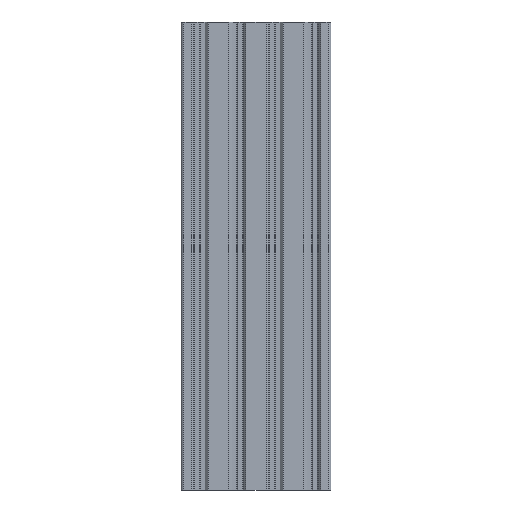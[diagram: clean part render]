
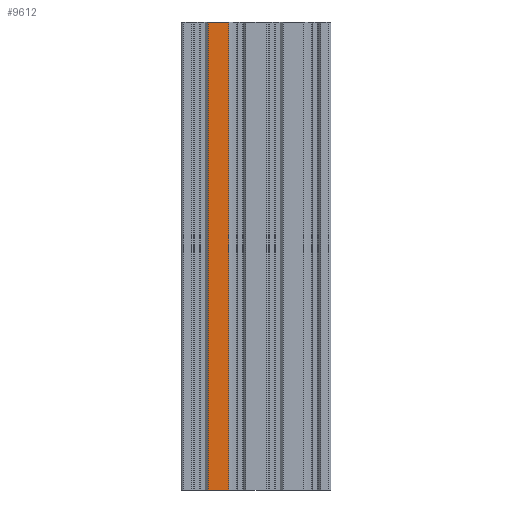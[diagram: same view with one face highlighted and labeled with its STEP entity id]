
A CAD part, left-side view. The second image highlights one B-rep face of the part: STEP entity #9612.
In plain terms, the highlighted planar face has unit normal (-1, 0, 0).
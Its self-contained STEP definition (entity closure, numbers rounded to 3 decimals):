
#682 = CARTESIAN_POINT ( 'NONE',  ( -20., 25.42, 250. ) ) ;
#959 = VECTOR ( 'NONE', #4903, 1000. ) ;
#1341 = EDGE_LOOP ( 'NONE', ( #8253, #6749, #5338, #5418 ) ) ;
#1419 = LINE ( 'NONE', #8477, #9451 ) ;
#1640 = EDGE_CURVE ( 'NONE', #5583, #6950, #5084, .T. ) ;
#1719 = VERTEX_POINT ( 'NONE', #1751 ) ;
#1751 = CARTESIAN_POINT ( 'NONE',  ( -20., 14.58, 0. ) ) ;
#1856 = EDGE_CURVE ( 'NONE', #5906, #1719, #2969, .T. ) ;
#2424 = CARTESIAN_POINT ( 'NONE',  ( -20., 25.42, 250. ) ) ;
#2969 = LINE ( 'NONE', #7923, #959 ) ;
#3085 = CARTESIAN_POINT ( 'NONE',  ( -20., 0., 250. ) ) ;
#3472 = DIRECTION ( 'NONE',  ( 0., 1., 0. ) ) ;
#3831 = DIRECTION ( 'NONE',  ( 0., -1., 0. ) ) ;
#3962 = DIRECTION ( 'NONE',  ( 0., 1., 0. ) ) ;
#4691 = AXIS2_PLACEMENT_3D ( 'NONE', #3085, #8360, #3831 ) ;
#4858 = LINE ( 'NONE', #7983, #5574 ) ;
#4903 = DIRECTION ( 'NONE',  ( 0., 0., -1. ) ) ;
#5084 = LINE ( 'NONE', #2424, #6857 ) ;
#5338 = ORIENTED_EDGE ( 'NONE', *, *, #6075, .T. ) ;
#5418 = ORIENTED_EDGE ( 'NONE', *, *, #1640, .T. ) ;
#5574 = VECTOR ( 'NONE', #3472, 1000. ) ;
#5583 = VERTEX_POINT ( 'NONE', #682 ) ;
#5906 = VERTEX_POINT ( 'NONE', #8250 ) ;
#6075 = EDGE_CURVE ( 'NONE', #5906, #5583, #1419, .T. ) ;
#6160 = DIRECTION ( 'NONE',  ( 0., 0., -1. ) ) ;
#6749 = ORIENTED_EDGE ( 'NONE', *, *, #1856, .F. ) ;
#6857 = VECTOR ( 'NONE', #6160, 1000. ) ;
#6950 = VERTEX_POINT ( 'NONE', #6985 ) ;
#6985 = CARTESIAN_POINT ( 'NONE',  ( -20., 25.42, 0. ) ) ;
#7587 = PLANE ( 'NONE',  #4691 ) ;
#7923 = CARTESIAN_POINT ( 'NONE',  ( -20., 14.58, 250. ) ) ;
#7983 = CARTESIAN_POINT ( 'NONE',  ( -20., 0., 0. ) ) ;
#7984 = EDGE_CURVE ( 'NONE', #1719, #6950, #4858, .T. ) ;
#8250 = CARTESIAN_POINT ( 'NONE',  ( -20., 14.58, 250. ) ) ;
#8253 = ORIENTED_EDGE ( 'NONE', *, *, #7984, .F. ) ;
#8360 = DIRECTION ( 'NONE',  ( -1., 0., 0. ) ) ;
#8477 = CARTESIAN_POINT ( 'NONE',  ( -20., 0., 250. ) ) ;
#8973 = FACE_OUTER_BOUND ( 'NONE', #1341, .T. ) ;
#9451 = VECTOR ( 'NONE', #3962, 1000. ) ;
#9612 = ADVANCED_FACE ( 'NONE', ( #8973 ), #7587, .T. ) ;
